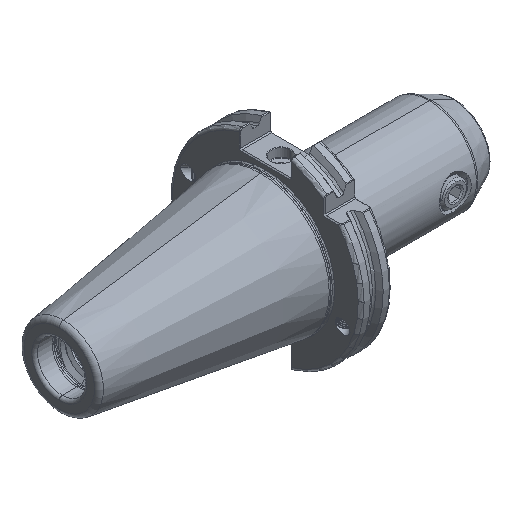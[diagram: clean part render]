
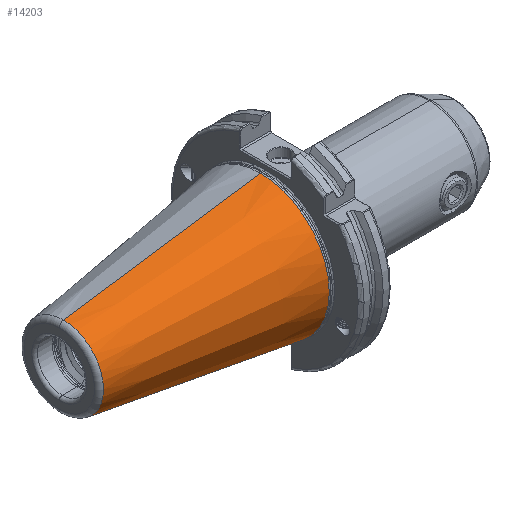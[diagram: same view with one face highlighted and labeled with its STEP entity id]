
A CAD part, isometric view. The second image highlights one B-rep face of the part: STEP entity #14203.
In plain terms, the highlighted conical face has half-angle 8.297 degrees and reference radius 35.392 mm.
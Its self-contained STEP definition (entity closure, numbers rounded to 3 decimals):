
#2733 = CARTESIAN_POINT ( 'NONE',  ( -2.5, 0., -35.027 ) ) ;
#2805 = CARTESIAN_POINT ( 'NONE',  ( -2.5, 0., 35.027 ) ) ;
#2843 = CARTESIAN_POINT ( 'NONE',  ( -102.811, 0., 20.399 ) ) ;
#2891 = CARTESIAN_POINT ( 'NONE',  ( -102.811, 0., -20.399 ) ) ;
#3047 = CARTESIAN_POINT ( 'NONE',  ( -2.5, -35.027, 0. ) ) ;
#4620 = LINE ( 'NONE', #21746, #4646 ) ;
#4646 = VECTOR ( 'NONE', #21773, 1000. ) ;
#5179 = ORIENTED_EDGE ( 'NONE', *, *, #6154, .F. ) ;
#6154 = EDGE_CURVE ( 'NONE', #16759, #16806, #16499, .T. ) ;
#6266 = EDGE_CURVE ( 'NONE', #16806, #16827, #16466, .T. ) ;
#6303 = EDGE_CURVE ( 'NONE', #16757, #16715, #4620, .T. ) ;
#6799 = AXIS2_PLACEMENT_3D ( 'NONE', #21638, #21667, #21633 ) ;
#7364 = EDGE_LOOP ( 'NONE', ( #5179, #16524, #16555, #16516, #16510 ) ) ;
#9157 = EDGE_CURVE ( 'NONE', #16827, #16715, #16915, .T. ) ;
#9191 = EDGE_CURVE ( 'NONE', #16759, #16757, #25946, .T. ) ;
#10255 = DIRECTION ( 'NONE',  ( 0., 0., -1. ) ) ;
#10270 = CARTESIAN_POINT ( 'NONE',  ( 0., 0., 0. ) ) ;
#10276 = DIRECTION ( 'NONE',  ( 1., 0., 0. ) ) ;
#14203 = ADVANCED_FACE ( 'NONE', ( #25751 ), #25758, .T. ) ;
#16466 = CIRCLE ( 'NONE', #6799, 35.027 ) ;
#16491 = VECTOR ( 'NONE', #21086, 1000. ) ;
#16499 = LINE ( 'NONE', #21084, #16491 ) ;
#16510 = ORIENTED_EDGE ( 'NONE', *, *, #6266, .F. ) ;
#16516 = ORIENTED_EDGE ( 'NONE', *, *, #9157, .F. ) ;
#16524 = ORIENTED_EDGE ( 'NONE', *, *, #9191, .T. ) ;
#16555 = ORIENTED_EDGE ( 'NONE', *, *, #6303, .T. ) ;
#16715 = VERTEX_POINT ( 'NONE', #2733 ) ;
#16757 = VERTEX_POINT ( 'NONE', #2891 ) ;
#16759 = VERTEX_POINT ( 'NONE', #2843 ) ;
#16806 = VERTEX_POINT ( 'NONE', #2805 ) ;
#16827 = VERTEX_POINT ( 'NONE', #3047 ) ;
#16915 = CIRCLE ( 'NONE', #17067, 35.027 ) ;
#17057 = AXIS2_PLACEMENT_3D ( 'NONE', #19645, #19681, #19712 ) ;
#17067 = AXIS2_PLACEMENT_3D ( 'NONE', #19243, #19261, #19246 ) ;
#19243 = CARTESIAN_POINT ( 'NONE',  ( -2.5, 0., 0. ) ) ;
#19246 = DIRECTION ( 'NONE',  ( 0., 1., 0. ) ) ;
#19261 = DIRECTION ( 'NONE',  ( 1., 0., 0. ) ) ;
#19645 = CARTESIAN_POINT ( 'NONE',  ( -102.811, 0., 0. ) ) ;
#19681 = DIRECTION ( 'NONE',  ( 1., 0., 0. ) ) ;
#19712 = DIRECTION ( 'NONE',  ( 0., 0., 1. ) ) ;
#20927 = AXIS2_PLACEMENT_3D ( 'NONE', #10270, #10276, #10255 ) ;
#21084 = CARTESIAN_POINT ( 'NONE',  ( 0., 0., 35.392 ) ) ;
#21086 = DIRECTION ( 'NONE',  ( 0.99, 0., 0.144 ) ) ;
#21633 = DIRECTION ( 'NONE',  ( 0., 1., 0. ) ) ;
#21638 = CARTESIAN_POINT ( 'NONE',  ( -2.5, 0., 0. ) ) ;
#21667 = DIRECTION ( 'NONE',  ( 1., 0., 0. ) ) ;
#21746 = CARTESIAN_POINT ( 'NONE',  ( 0., 0., -35.392 ) ) ;
#21773 = DIRECTION ( 'NONE',  ( 0.99, 0., -0.144 ) ) ;
#25751 = FACE_OUTER_BOUND ( 'NONE', #7364, .T. ) ;
#25758 = CONICAL_SURFACE ( 'NONE', #20927, 35.392, 0.145 ) ;
#25946 = CIRCLE ( 'NONE', #17057, 20.399 ) ;
